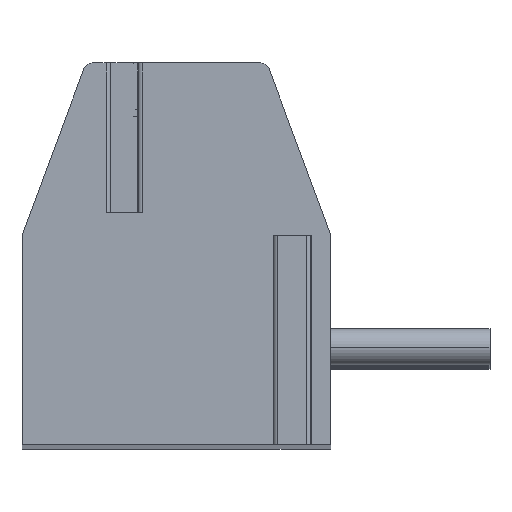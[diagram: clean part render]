
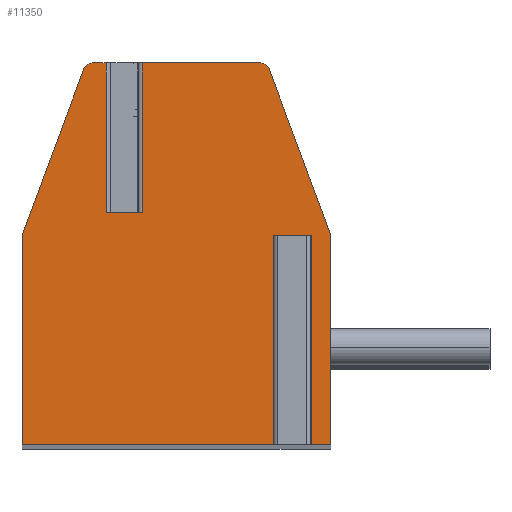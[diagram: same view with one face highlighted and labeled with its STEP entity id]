
A CAD part, top view. The second image highlights one B-rep face of the part: STEP entity #11350.
In plain terms, the highlighted planar face has unit normal (0, 0, 1).
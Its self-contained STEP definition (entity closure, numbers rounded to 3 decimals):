
#13=DIRECTION('',(1.,0.,0.));
#14=VECTOR('',#13,0.796);
#15=CARTESIAN_POINT('',(-1.548,0.9,54.25));
#16=LINE('',#15,#14);
#17=DIRECTION('',(0.,1.,0.));
#18=VECTOR('',#17,3.3);
#19=CARTESIAN_POINT('',(-0.752,0.9,54.25));
#20=LINE('',#19,#18);
#21=DIRECTION('',(-1.,0.,0.));
#22=VECTOR('',#21,2.603);
#23=CARTESIAN_POINT('',(1.851,4.2,54.25));
#24=LINE('',#23,#22);
#25=CARTESIAN_POINT('',(1.851,4.,54.25));
#26=DIRECTION('',(0.,0.,1.));
#27=DIRECTION('',(0.938,0.348,0.));
#28=AXIS2_PLACEMENT_3D('',#25,#26,#27);
#30=DIRECTION('',(-0.348,0.938,0.));
#31=VECTOR('',#30,3.914);
#32=CARTESIAN_POINT('',(3.4,0.4,54.25));
#33=LINE('',#32,#31);
#34=DIRECTION('',(0.,1.,0.));
#35=VECTOR('',#34,4.6);
#36=CARTESIAN_POINT('',(3.4,-4.2,54.25));
#37=LINE('',#36,#35);
#38=DIRECTION('',(1.,0.,0.));
#39=VECTOR('',#38,0.634);
#40=CARTESIAN_POINT('',(2.766,-4.2,54.25));
#41=LINE('',#40,#39);
#42=DIRECTION('',(0.,1.,0.));
#43=VECTOR('',#42,4.6);
#44=CARTESIAN_POINT('',(2.766,-4.2,54.25));
#45=LINE('',#44,#43);
#46=DIRECTION('',(-1.,0.,0.));
#47=VECTOR('',#46,0.43);
#48=CARTESIAN_POINT('',(2.766,0.4,54.25));
#49=LINE('',#48,#47);
#50=DIRECTION('',(0.,1.,0.));
#51=VECTOR('',#50,4.6);
#52=CARTESIAN_POINT('',(2.336,-4.2,54.25));
#53=LINE('',#52,#51);
#54=DIRECTION('',(1.,0.,0.));
#55=VECTOR('',#54,5.736);
#56=CARTESIAN_POINT('',(-3.4,-4.2,54.25));
#57=LINE('',#56,#55);
#58=DIRECTION('',(0.,-1.,0.));
#59=VECTOR('',#58,4.6);
#60=CARTESIAN_POINT('',(-3.4,0.4,54.25));
#61=LINE('',#60,#59);
#62=DIRECTION('',(-0.348,-0.938,0.));
#63=VECTOR('',#62,3.914);
#64=CARTESIAN_POINT('',(-2.038,4.07,54.25));
#65=LINE('',#64,#63);
#66=CARTESIAN_POINT('',(-1.851,4.,54.25));
#67=DIRECTION('',(0.,0.,1.));
#68=DIRECTION('',(0.,1.,0.));
#69=AXIS2_PLACEMENT_3D('',#66,#67,#68);
#71=DIRECTION('',(-1.,0.,0.));
#72=VECTOR('',#71,0.303);
#73=CARTESIAN_POINT('',(-1.548,4.2,54.25));
#74=LINE('',#73,#72);
#75=DIRECTION('',(0.,1.,0.));
#76=VECTOR('',#75,3.3);
#77=CARTESIAN_POINT('',(-1.548,0.9,54.25));
#78=LINE('',#77,#76);
#8873=CARTESIAN_POINT('',(-1.851,4.2,54.25));
#8874=CARTESIAN_POINT('',(-2.038,4.07,54.25));
#8875=VERTEX_POINT('',#8873);
#8876=VERTEX_POINT('',#8874);
#8877=CARTESIAN_POINT('',(-3.4,0.4,54.25));
#8878=VERTEX_POINT('',#8877);
#8879=CARTESIAN_POINT('',(-3.4,-4.2,54.25));
#8880=VERTEX_POINT('',#8879);
#8881=CARTESIAN_POINT('',(3.4,-4.2,54.25));
#8882=CARTESIAN_POINT('',(3.4,0.4,54.25));
#8883=VERTEX_POINT('',#8881);
#8884=VERTEX_POINT('',#8882);
#8885=CARTESIAN_POINT('',(2.038,4.07,54.25));
#8886=VERTEX_POINT('',#8885);
#8887=CARTESIAN_POINT('',(1.851,4.2,54.25));
#8888=VERTEX_POINT('',#8887);
#8929=CARTESIAN_POINT('',(2.766,0.4,54.25));
#8930=CARTESIAN_POINT('',(2.336,0.4,54.25));
#8931=VERTEX_POINT('',#8929);
#8932=VERTEX_POINT('',#8930);
#8933=CARTESIAN_POINT('',(2.336,-4.2,54.25));
#8934=VERTEX_POINT('',#8933);
#8935=CARTESIAN_POINT('',(2.766,-4.2,54.25));
#8936=VERTEX_POINT('',#8935);
#8997=CARTESIAN_POINT('',(-1.548,0.9,54.25));
#8998=CARTESIAN_POINT('',(-0.752,0.9,54.25));
#8999=VERTEX_POINT('',#8997);
#9000=VERTEX_POINT('',#8998);
#9001=CARTESIAN_POINT('',(-1.548,4.2,54.25));
#9002=VERTEX_POINT('',#9001);
#9003=CARTESIAN_POINT('',(-0.752,4.2,54.25));
#9004=VERTEX_POINT('',#9003);
#11311=CARTESIAN_POINT('',(0.,0.,54.25));
#11312=DIRECTION('',(0.,0.,1.));
#11313=DIRECTION('',(1.,0.,0.));
#11314=AXIS2_PLACEMENT_3D('',#11311,#11312,#11313);
#11315=PLANE('',#11314);
#11317=ORIENTED_EDGE('',*,*,#11316,.T.);
#11319=ORIENTED_EDGE('',*,*,#11318,.T.);
#11321=ORIENTED_EDGE('',*,*,#11320,.F.);
#11323=ORIENTED_EDGE('',*,*,#11322,.F.);
#11325=ORIENTED_EDGE('',*,*,#11324,.F.);
#11327=ORIENTED_EDGE('',*,*,#11326,.F.);
#11329=ORIENTED_EDGE('',*,*,#11328,.F.);
#11331=ORIENTED_EDGE('',*,*,#11330,.T.);
#11333=ORIENTED_EDGE('',*,*,#11332,.T.);
#11335=ORIENTED_EDGE('',*,*,#11334,.F.);
#11337=ORIENTED_EDGE('',*,*,#11336,.F.);
#11339=ORIENTED_EDGE('',*,*,#11338,.F.);
#11341=ORIENTED_EDGE('',*,*,#11340,.F.);
#11343=ORIENTED_EDGE('',*,*,#11342,.F.);
#11345=ORIENTED_EDGE('',*,*,#11344,.F.);
#11347=ORIENTED_EDGE('',*,*,#11346,.F.);
#11348=EDGE_LOOP('',(#11317,#11319,#11321,#11323,#11325,#11327,#11329,#11331,
#11333,#11335,#11337,#11339,#11341,#11343,#11345,#11347));
#11349=FACE_OUTER_BOUND('',#11348,.F.);
#29=CIRCLE('',#28,0.2);
#70=CIRCLE('',#69,0.2);
#11316=EDGE_CURVE('',#8999,#9000,#16,.T.);
#11318=EDGE_CURVE('',#9000,#9004,#20,.T.);
#11320=EDGE_CURVE('',#8888,#9004,#24,.T.);
#11322=EDGE_CURVE('',#8886,#8888,#29,.T.);
#11324=EDGE_CURVE('',#8884,#8886,#33,.T.);
#11326=EDGE_CURVE('',#8883,#8884,#37,.T.);
#11328=EDGE_CURVE('',#8936,#8883,#41,.T.);
#11330=EDGE_CURVE('',#8936,#8931,#45,.T.);
#11332=EDGE_CURVE('',#8931,#8932,#49,.T.);
#11334=EDGE_CURVE('',#8934,#8932,#53,.T.);
#11336=EDGE_CURVE('',#8880,#8934,#57,.T.);
#11338=EDGE_CURVE('',#8878,#8880,#61,.T.);
#11340=EDGE_CURVE('',#8876,#8878,#65,.T.);
#11342=EDGE_CURVE('',#8875,#8876,#70,.T.);
#11344=EDGE_CURVE('',#9002,#8875,#74,.T.);
#11346=EDGE_CURVE('',#8999,#9002,#78,.T.);
#11350=ADVANCED_FACE('',(#11349),#11315,.T.);
